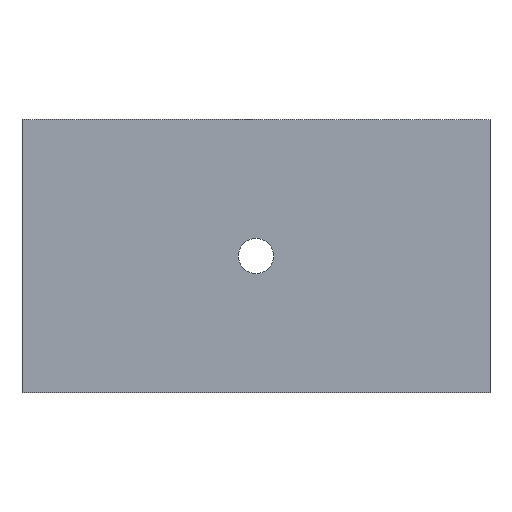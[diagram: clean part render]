
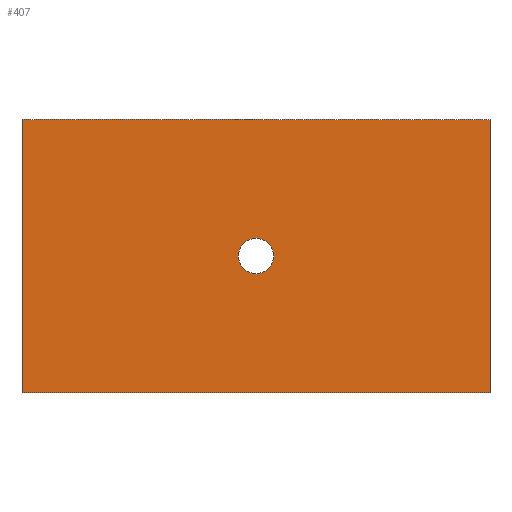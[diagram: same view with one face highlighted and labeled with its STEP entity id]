
A CAD part, front view. The second image highlights one B-rep face of the part: STEP entity #407.
In plain terms, the highlighted planar face has unit normal (0, -1, 0).
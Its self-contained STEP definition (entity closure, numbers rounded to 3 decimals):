
#31 = EDGE_CURVE ( 'NONE', #974, #589, #197, .T. ) ;
#49 = EDGE_CURVE ( 'NONE', #170, #974, #1249, .T. ) ;
#146 = DIRECTION ( 'NONE',  ( 1., 0., 0. ) ) ;
#159 = FACE_BOUND ( 'NONE', #361, .T. ) ;
#170 = VERTEX_POINT ( 'NONE', #1123 ) ;
#197 = LINE ( 'NONE', #1023, #360 ) ;
#242 = CARTESIAN_POINT ( 'NONE',  ( 0., 0., 0. ) ) ;
#279 = ORIENTED_EDGE ( 'NONE', *, *, #662, .F. ) ;
#328 = AXIS2_PLACEMENT_3D ( 'NONE', #1140, #1092, #1084 ) ;
#360 = VECTOR ( 'NONE', #1026, 1000. ) ;
#361 = EDGE_LOOP ( 'NONE', ( #508, #546 ) ) ;
#386 = CARTESIAN_POINT ( 'NONE',  ( 300., 0., -197.5 ) ) ;
#404 = CARTESIAN_POINT ( 'NONE',  ( 0., 0., 0. ) ) ;
#407 = ADVANCED_FACE ( 'NONE', ( #159, #1193 ), #1073, .T. ) ;
#408 = VECTOR ( 'NONE', #541, 1000. ) ;
#436 = AXIS2_PLACEMENT_3D ( 'NONE', #934, #833, #1161 ) ;
#444 = ORIENTED_EDGE ( 'NONE', *, *, #1018, .F. ) ;
#445 = VECTOR ( 'NONE', #146, 1000. ) ;
#453 = EDGE_CURVE ( 'NONE', #763, #638, #1141, .T. ) ;
#508 = ORIENTED_EDGE ( 'NONE', *, *, #453, .T. ) ;
#511 = CARTESIAN_POINT ( 'NONE',  ( 0., 0., -350. ) ) ;
#541 = DIRECTION ( 'NONE',  ( 0., 0., -1. ) ) ;
#546 = ORIENTED_EDGE ( 'NONE', *, *, #554, .T. ) ;
#554 = EDGE_CURVE ( 'NONE', #638, #763, #569, .T. ) ;
#569 = CIRCLE ( 'NONE', #436, 22.5 ) ;
#589 = VERTEX_POINT ( 'NONE', #404 ) ;
#612 = ORIENTED_EDGE ( 'NONE', *, *, #31, .F. ) ;
#638 = VERTEX_POINT ( 'NONE', #386 ) ;
#640 = VECTOR ( 'NONE', #965, 1000. ) ;
#662 = EDGE_CURVE ( 'NONE', #589, #953, #819, .T. ) ;
#676 = LINE ( 'NONE', #765, #408 ) ;
#763 = VERTEX_POINT ( 'NONE', #798 ) ;
#765 = CARTESIAN_POINT ( 'NONE',  ( 600., 0., 0. ) ) ;
#771 = CARTESIAN_POINT ( 'NONE',  ( 0., 0., -350. ) ) ;
#798 = CARTESIAN_POINT ( 'NONE',  ( 300., 0., -152.5 ) ) ;
#815 = ORIENTED_EDGE ( 'NONE', *, *, #49, .F. ) ;
#819 = LINE ( 'NONE', #242, #445 ) ;
#833 = DIRECTION ( 'NONE',  ( 0., 1., 0. ) ) ;
#835 = AXIS2_PLACEMENT_3D ( 'NONE', #511, #860, #1095 ) ;
#860 = DIRECTION ( 'NONE',  ( 0., -1., 0. ) ) ;
#877 = CARTESIAN_POINT ( 'NONE',  ( 600., 0., 0. ) ) ;
#927 = EDGE_LOOP ( 'NONE', ( #612, #815, #444, #279 ) ) ;
#934 = CARTESIAN_POINT ( 'NONE',  ( 300., 0., -175. ) ) ;
#953 = VERTEX_POINT ( 'NONE', #877 ) ;
#965 = DIRECTION ( 'NONE',  ( -1., 0., 0. ) ) ;
#974 = VERTEX_POINT ( 'NONE', #771 ) ;
#1018 = EDGE_CURVE ( 'NONE', #953, #170, #676, .T. ) ;
#1023 = CARTESIAN_POINT ( 'NONE',  ( 0., 0., 0. ) ) ;
#1026 = DIRECTION ( 'NONE',  ( 0., 0., 1. ) ) ;
#1031 = CARTESIAN_POINT ( 'NONE',  ( 0., 0., -350. ) ) ;
#1073 = PLANE ( 'NONE',  #835 ) ;
#1084 = DIRECTION ( 'NONE',  ( 0., 0., -1. ) ) ;
#1092 = DIRECTION ( 'NONE',  ( 0., 1., 0. ) ) ;
#1095 = DIRECTION ( 'NONE',  ( 0., 0., -1. ) ) ;
#1123 = CARTESIAN_POINT ( 'NONE',  ( 600., 0., -350. ) ) ;
#1140 = CARTESIAN_POINT ( 'NONE',  ( 300., 0., -175. ) ) ;
#1141 = CIRCLE ( 'NONE', #328, 22.5 ) ;
#1161 = DIRECTION ( 'NONE',  ( 0., 0., -1. ) ) ;
#1193 = FACE_OUTER_BOUND ( 'NONE', #927, .T. ) ;
#1249 = LINE ( 'NONE', #1031, #640 ) ;
